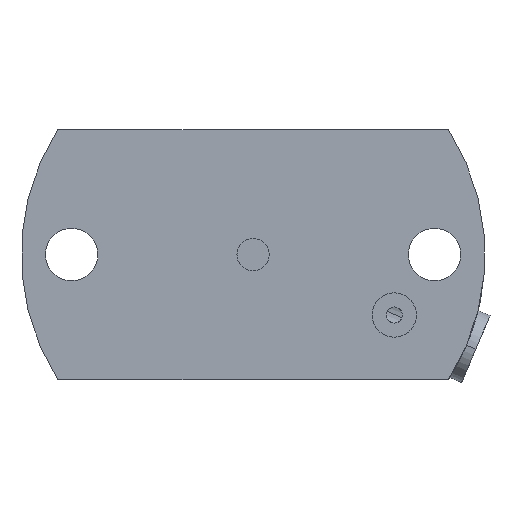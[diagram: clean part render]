
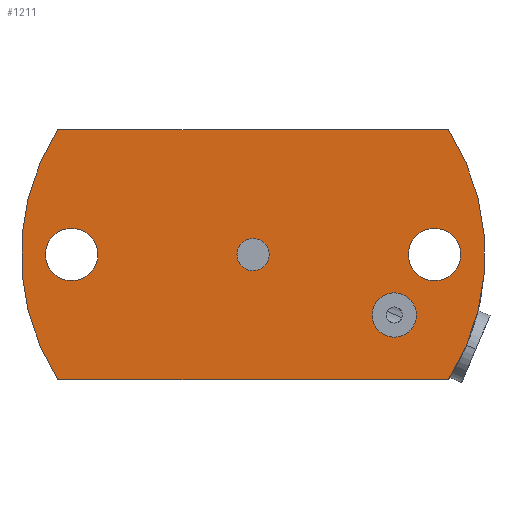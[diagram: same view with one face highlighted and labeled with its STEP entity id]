
A CAD part, front view. The second image highlights one B-rep face of the part: STEP entity #1211.
In plain terms, the highlighted planar face has unit normal (0, -1, 0).
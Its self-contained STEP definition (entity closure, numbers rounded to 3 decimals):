
#332=CARTESIAN_POINT('',(0.,0.,0.));
#333=DIRECTION('',(0.,-1.,0.));
#334=DIRECTION('',(-0.842,0.,0.539));
#335=AXIS2_PLACEMENT_3D('',#332,#333,#334);
#337=DIRECTION('',(-1.,0.,0.));
#338=VECTOR('',#337,96.856);
#339=CARTESIAN_POINT('',(48.428,0.,31.));
#340=LINE('',#339,#338);
#341=CARTESIAN_POINT('',(0.,0.,0.));
#342=DIRECTION('',(0.,-1.,0.));
#343=DIRECTION('',(0.842,0.,-0.539));
#344=AXIS2_PLACEMENT_3D('',#341,#342,#343);
#346=DIRECTION('',(1.,0.,0.));
#347=VECTOR('',#346,96.856);
#348=CARTESIAN_POINT('',(-48.428,0.,-31.));
#349=LINE('',#348,#347);
#350=CARTESIAN_POINT('',(35.,0.,-15.));
#351=DIRECTION('',(0.,1.,0.));
#352=DIRECTION('',(1.,0.,0.));
#353=AXIS2_PLACEMENT_3D('',#350,#351,#352);
#355=CARTESIAN_POINT('',(35.,0.,-15.));
#356=DIRECTION('',(0.,1.,0.));
#357=DIRECTION('',(-1.,0.,0.));
#358=AXIS2_PLACEMENT_3D('',#355,#356,#357);
#360=CARTESIAN_POINT('',(0.,0.,0.));
#361=DIRECTION('',(0.,-1.,0.));
#362=DIRECTION('',(1.,0.,0.));
#363=AXIS2_PLACEMENT_3D('',#360,#361,#362);
#365=CARTESIAN_POINT('',(0.,0.,0.));
#366=DIRECTION('',(0.,-1.,0.));
#367=DIRECTION('',(-1.,0.,0.));
#368=AXIS2_PLACEMENT_3D('',#365,#366,#367);
#370=CARTESIAN_POINT('',(-45.,0.,0.));
#371=DIRECTION('',(0.,1.,0.));
#372=DIRECTION('',(1.,0.,0.));
#373=AXIS2_PLACEMENT_3D('',#370,#371,#372);
#375=CARTESIAN_POINT('',(-45.,0.,0.));
#376=DIRECTION('',(0.,1.,0.));
#377=DIRECTION('',(-1.,0.,0.));
#378=AXIS2_PLACEMENT_3D('',#375,#376,#377);
#380=CARTESIAN_POINT('',(45.,0.,0.));
#381=DIRECTION('',(0.,1.,0.));
#382=DIRECTION('',(1.,0.,0.));
#383=AXIS2_PLACEMENT_3D('',#380,#381,#382);
#385=CARTESIAN_POINT('',(45.,0.,0.));
#386=DIRECTION('',(0.,1.,0.));
#387=DIRECTION('',(-1.,0.,0.));
#388=AXIS2_PLACEMENT_3D('',#385,#386,#387);
#661=CARTESIAN_POINT('',(4.,0.,0.));
#662=CARTESIAN_POINT('',(-4.,0.,0.));
#663=VERTEX_POINT('',#661);
#664=VERTEX_POINT('',#662);
#701=CARTESIAN_POINT('',(-48.428,0.,-31.));
#702=VERTEX_POINT('',#701);
#703=CARTESIAN_POINT('',(48.428,0.,-31.));
#704=VERTEX_POINT('',#703);
#720=CARTESIAN_POINT('',(48.428,0.,31.));
#721=VERTEX_POINT('',#720);
#722=CARTESIAN_POINT('',(-48.428,0.,31.));
#723=VERTEX_POINT('',#722);
#724=CARTESIAN_POINT('',(-38.5,0.,0.));
#725=CARTESIAN_POINT('',(-51.5,0.,0.));
#726=VERTEX_POINT('',#724);
#727=VERTEX_POINT('',#725);
#728=CARTESIAN_POINT('',(51.5,0.,0.));
#729=CARTESIAN_POINT('',(38.5,0.,0.));
#730=VERTEX_POINT('',#728);
#731=VERTEX_POINT('',#729);
#780=CARTESIAN_POINT('',(40.5,0.,-15.));
#782=VERTEX_POINT('',#780);
#786=CARTESIAN_POINT('',(29.5,0.,-15.));
#787=VERTEX_POINT('',#786);
#1174=CARTESIAN_POINT('',(0.,0.,0.));
#1175=DIRECTION('',(0.,1.,0.));
#1176=DIRECTION('',(0.,0.,1.));
#1177=AXIS2_PLACEMENT_3D('',#1174,#1175,#1176);
#1178=PLANE('',#1177);
#1180=ORIENTED_EDGE('',*,*,#1179,.F.);
#1182=ORIENTED_EDGE('',*,*,#1181,.F.);
#1183=ORIENTED_EDGE('',*,*,#1156,.F.);
#1184=ORIENTED_EDGE('',*,*,#1041,.F.);
#1185=EDGE_LOOP('',(#1180,#1182,#1183,#1184));
#1186=FACE_OUTER_BOUND('',#1185,.F.);
#1188=ORIENTED_EDGE('',*,*,#1187,.F.);
#1190=ORIENTED_EDGE('',*,*,#1189,.F.);
#1191=EDGE_LOOP('',(#1188,#1190));
#1192=FACE_BOUND('',#1191,.F.);
#1194=ORIENTED_EDGE('',*,*,#1193,.T.);
#1196=ORIENTED_EDGE('',*,*,#1195,.T.);
#1197=EDGE_LOOP('',(#1194,#1196));
#1198=FACE_BOUND('',#1197,.F.);
#1200=ORIENTED_EDGE('',*,*,#1199,.F.);
#1202=ORIENTED_EDGE('',*,*,#1201,.F.);
#1203=EDGE_LOOP('',(#1200,#1202));
#1204=FACE_BOUND('',#1203,.F.);
#1206=ORIENTED_EDGE('',*,*,#1205,.F.);
#1208=ORIENTED_EDGE('',*,*,#1207,.F.);
#1209=EDGE_LOOP('',(#1206,#1208));
#1210=FACE_BOUND('',#1209,.F.);
#1211=ADVANCED_FACE('',(#1186,#1192,#1198,#1204,#1210),#1178,.F.);
#336=CIRCLE('',#335,57.5);
#345=CIRCLE('',#344,57.5);
#354=CIRCLE('',#353,5.5);
#359=CIRCLE('',#358,5.5);
#364=CIRCLE('',#363,4.);
#369=CIRCLE('',#368,4.);
#374=CIRCLE('',#373,6.5);
#379=CIRCLE('',#378,6.5);
#384=CIRCLE('',#383,6.5);
#389=CIRCLE('',#388,6.5);
#1041=EDGE_CURVE('',#702,#704,#349,.T.);
#1156=EDGE_CURVE('',#704,#721,#345,.T.);
#1179=EDGE_CURVE('',#723,#702,#336,.T.);
#1181=EDGE_CURVE('',#721,#723,#340,.T.);
#1187=EDGE_CURVE('',#782,#787,#354,.T.);
#1189=EDGE_CURVE('',#787,#782,#359,.T.);
#1193=EDGE_CURVE('',#663,#664,#364,.T.);
#1195=EDGE_CURVE('',#664,#663,#369,.T.);
#1199=EDGE_CURVE('',#726,#727,#374,.T.);
#1201=EDGE_CURVE('',#727,#726,#379,.T.);
#1205=EDGE_CURVE('',#730,#731,#384,.T.);
#1207=EDGE_CURVE('',#731,#730,#389,.T.);
